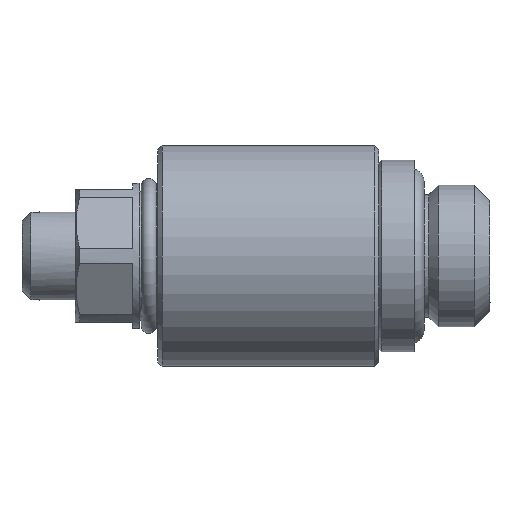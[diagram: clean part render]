
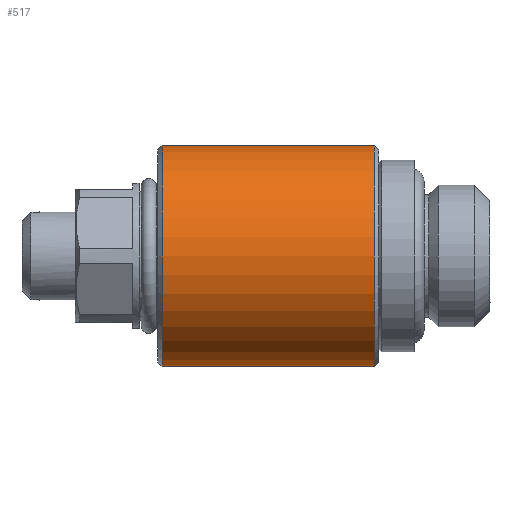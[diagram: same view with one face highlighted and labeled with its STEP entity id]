
A CAD part, left-side view. The second image highlights one B-rep face of the part: STEP entity #517.
In plain terms, the highlighted cylindrical face has radius 7.5 mm (diameter 15 mm), a full revolution.
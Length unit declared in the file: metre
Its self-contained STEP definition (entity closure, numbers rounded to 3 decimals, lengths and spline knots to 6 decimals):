
#517 = ADVANCED_FACE( 'NONE', ( #1157, #1158, #1159 ), #1160, .T. );
#1157 = FACE_OUTER_BOUND( '', #2973, .T. );
#1158 = FACE_OUTER_BOUND( '', #2974, .T. );
#1159 = FACE_BOUND( '', #2975, .T. );
#1160 = CYLINDRICAL_SURFACE( '', #2976, 0.0075 );
#2973 = EDGE_LOOP( '', ( #5432 ) );
#2974 = EDGE_LOOP( '', ( #5433 ) );
#2975 = EDGE_LOOP( '', ( #5434, #5435 ) );
#2976 = AXIS2_PLACEMENT_3D( '', #5436, #5437, #5438 );
#5432 = ORIENTED_EDGE( '', *, *, #6536, .T. );
#5433 = ORIENTED_EDGE( '', *, *, #6831, .F. );
#5434 = ORIENTED_EDGE( '', *, *, #6322, .T. );
#5435 = ORIENTED_EDGE( '', *, *, #6832, .T. );
#5436 = CARTESIAN_POINT( '', ( 0., 0.005519, 0. ) );
#5437 = DIRECTION( '', ( 0., -1., 0. ) );
#5438 = DIRECTION( '', ( 0., 0., -1. ) );
#6322 = EDGE_CURVE( 'NONE', #7123, #7120, #7124, .T. );
#6536 = EDGE_CURVE( 'NONE', #7486, #7486, #7487, .T. );
#6831 = EDGE_CURVE( 'NONE', #7944, #7944, #7945, .T. );
#6832 = EDGE_CURVE( 'NONE', #7120, #7123, #7946, .T. );
#7120 = VERTEX_POINT( 'NONE', #8360 );
#7123 = VERTEX_POINT( 'NONE', #8363 );
#7124 = B_SPLINE_CURVE_WITH_KNOTS( '', 3, ( #8364, #8365, #8366, #8367, #8368, #8369, #8370, #8371, #8372, #8373, #8374, #8375, #8376, #8377, #8378, #8379, #8380, #8381, #8382, #8383, #8384, #8385, #8386, #8387, #8388, #8389, #8390 ), .UNSPECIFIED., .F., .F., ( 4, 1, 1, 1, 1, 1, 1, 1, 1, 1, 1, 1, 1, 1, 1, 1, 1, 1, 1, 1, 1, 1, 1, 1, 4 ), ( 0., 0.01274, 0.024639, 0.035718, 0.049036, 0.06251, 0.093208, 0.125, 0.186425, 0.249915, 0.313164, 0.374955, 0.438108, 0.499988, 0.561779, 0.625022, 0.686888, 0.750063, 0.813671, 0.874976, 0.90676, 0.937479, 0.953447, 0.968752, 1. ), .UNSPECIFIED. );
#7486 = VERTEX_POINT( '', #9546 );
#7487 = CIRCLE( '', #9547, 0.0075 );
#7944 = VERTEX_POINT( '', #11160 );
#7945 = CIRCLE( '', #11161, 0.0075 );
#7946 = B_SPLINE_CURVE_WITH_KNOTS( '', 3, ( #11162, #11163, #11164, #11165, #11166, #11167, #11168, #11169, #11170, #11171, #11172, #11173, #11174, #11175, #11176, #11177, #11178, #11179, #11180, #11181, #11182, #11183, #11184 ), .UNSPECIFIED., .F., .F., ( 4, 1, 1, 1, 1, 1, 1, 1, 1, 1, 1, 1, 1, 1, 1, 1, 1, 1, 1, 1, 4 ), ( 0., 0.015629, 0.03126, 0.062505, 0.124934, 0.187386, 0.249909, 0.312431, 0.374952, 0.437475, 0.499995, 0.562518, 0.625041, 0.687564, 0.750087, 0.81261, 0.87506, 0.937485, 0.968739, 0.984366, 1. ), .UNSPECIFIED. );
#8360 = CARTESIAN_POINT( '', ( 0.005662, 0.015337, -0.004918 ) );
#8363 = CARTESIAN_POINT( '', ( 0.005662, 0.015477, 0.004918 ) );
#8364 = CARTESIAN_POINT( '', ( 0.005662, 0.015477, 0.004918 ) );
#8365 = CARTESIAN_POINT( '', ( 0.005664, 0.015545, 0.004916 ) );
#8366 = CARTESIAN_POINT( '', ( 0.005668, 0.015678, 0.004912 ) );
#8367 = CARTESIAN_POINT( '', ( 0.00568, 0.015869, 0.004898 ) );
#8368 = CARTESIAN_POINT( '', ( 0.005697, 0.016063, 0.004878 ) );
#8369 = CARTESIAN_POINT( '', ( 0.005722, 0.016263, 0.004848 ) );
#8370 = CARTESIAN_POINT( '', ( 0.00577, 0.016563, 0.004791 ) );
#8371 = CARTESIAN_POINT( '', ( 0.005854, 0.016951, 0.00469 ) );
#8372 = CARTESIAN_POINT( '', ( 0.006028, 0.017556, 0.004467 ) );
#8373 = CARTESIAN_POINT( '', ( 0.006298, 0.018266, 0.004088 ) );
#8374 = CARTESIAN_POINT( '', ( 0.006655, 0.019005, 0.003486 ) );
#8375 = CARTESIAN_POINT( '', ( 0.006994, 0.019626, 0.002752 ) );
#8376 = CARTESIAN_POINT( '', ( 0.007278, 0.020097, 0.001892 ) );
#8377 = CARTESIAN_POINT( '', ( 0.007463, 0.020394, 0.00094 ) );
#8378 = CARTESIAN_POINT( '', ( 0.007522, 0.020484, -0.00007 ) );
#8379 = CARTESIAN_POINT( '', ( 0.007445, 0.020365, -0.001076 ) );
#8380 = CARTESIAN_POINT( '', ( 0.007244, 0.020042, -0.002017 ) );
#8381 = CARTESIAN_POINT( '', ( 0.00695, 0.019549, -0.00286 ) );
#8382 = CARTESIAN_POINT( '', ( 0.006606, 0.01891, -0.003577 ) );
#8383 = CARTESIAN_POINT( '', ( 0.00625, 0.018155, -0.00416 ) );
#8384 = CARTESIAN_POINT( '', ( 0.005987, 0.017434, -0.004521 ) );
#8385 = CARTESIAN_POINT( '', ( 0.005822, 0.016821, -0.004729 ) );
#8386 = CARTESIAN_POINT( '', ( 0.005744, 0.016416, -0.004823 ) );
#8387 = CARTESIAN_POINT( '', ( 0.005699, 0.01609, -0.004875 ) );
#8388 = CARTESIAN_POINT( '', ( 0.005667, 0.015756, -0.004913 ) );
#8389 = CARTESIAN_POINT( '', ( 0.005664, 0.015506, -0.004916 ) );
#8390 = CARTESIAN_POINT( '', ( 0.005662, 0.015337, -0.004918 ) );
#9546 = CARTESIAN_POINT( '', ( 0., 0.0226, -0.0075 ) );
#9547 = AXIS2_PLACEMENT_3D( '', #12019, #12020, #12021 );
#11160 = CARTESIAN_POINT( '', ( 0., 0.0082, -0.0075 ) );
#11161 = AXIS2_PLACEMENT_3D( '', #12230, #12231, #12232 );
#11162 = CARTESIAN_POINT( '', ( 0.005662, 0.015337, -0.004918 ) );
#11163 = CARTESIAN_POINT( '', ( 0.005664, 0.015253, -0.004916 ) );
#11164 = CARTESIAN_POINT( '', ( 0.005668, 0.015085, -0.004912 ) );
#11165 = CARTESIAN_POINT( '', ( 0.005693, 0.01475, -0.004882 ) );
#11166 = CARTESIAN_POINT( '', ( 0.005771, 0.014172, -0.004791 ) );
#11167 = CARTESIAN_POINT( '', ( 0.005973, 0.013385, -0.004544 ) );
#11168 = CARTESIAN_POINT( '', ( 0.006298, 0.012538, -0.004088 ) );
#11169 = CARTESIAN_POINT( '', ( 0.006653, 0.011798, -0.00349 ) );
#11170 = CARTESIAN_POINT( '', ( 0.006992, 0.01118, -0.002757 ) );
#11171 = CARTESIAN_POINT( '', ( 0.007275, 0.010706, -0.001902 ) );
#11172 = CARTESIAN_POINT( '', ( 0.007463, 0.010408, -0.000945 ) );
#11173 = CARTESIAN_POINT( '', ( 0.007523, 0.010314, 0.00007 ) );
#11174 = CARTESIAN_POINT( '', ( 0.007444, 0.010437, 0.001081 ) );
#11175 = CARTESIAN_POINT( '', ( 0.007241, 0.010762, 0.002026 ) );
#11176 = CARTESIAN_POINT( '', ( 0.006948, 0.011257, 0.002866 ) );
#11177 = CARTESIAN_POINT( '', ( 0.006604, 0.011893, 0.00358 ) );
#11178 = CARTESIAN_POINT( '', ( 0.006251, 0.012648, 0.00416 ) );
#11179 = CARTESIAN_POINT( '', ( 0.005933, 0.01351, 0.004595 ) );
#11180 = CARTESIAN_POINT( '', ( 0.005746, 0.014306, 0.004821 ) );
#11181 = CARTESIAN_POINT( '', ( 0.005679, 0.014888, 0.004899 ) );
#11182 = CARTESIAN_POINT( '', ( 0.005663, 0.015224, 0.004918 ) );
#11183 = CARTESIAN_POINT( '', ( 0.005662, 0.015392, 0.004918 ) );
#11184 = CARTESIAN_POINT( '', ( 0.005662, 0.015477, 0.004918 ) );
#12019 = CARTESIAN_POINT( '', ( 0., 0.0226, 0. ) );
#12020 = DIRECTION( '', ( 0., -1., 0. ) );
#12021 = DIRECTION( '', ( 0., 0., -1. ) );
#12230 = CARTESIAN_POINT( '', ( 0., 0.0082, 0. ) );
#12231 = DIRECTION( '', ( 0., -1., 0. ) );
#12232 = DIRECTION( '', ( 0., 0., -1. ) );
